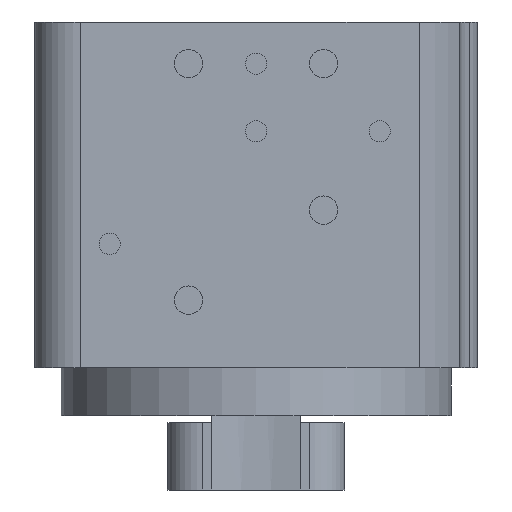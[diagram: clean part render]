
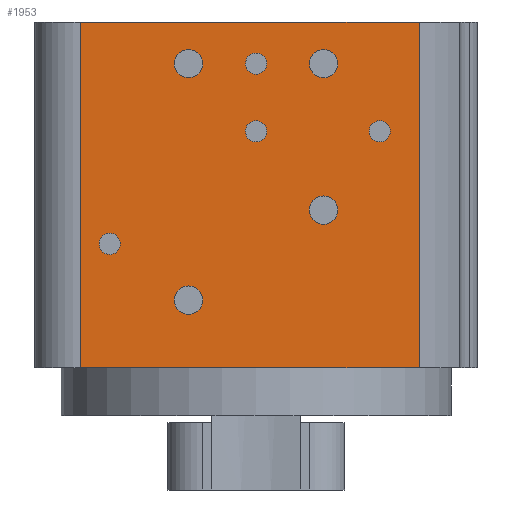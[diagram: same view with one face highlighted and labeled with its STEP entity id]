
A CAD part, front view. The second image highlights one B-rep face of the part: STEP entity #1953.
In plain terms, the highlighted planar face has unit normal (0, -1, 0).
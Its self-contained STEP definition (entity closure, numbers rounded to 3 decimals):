
#101=DIRECTION('',(1.,0.,0.));
#102=VECTOR('',#101,19.1);
#103=CARTESIAN_POINT('',(-9.9,-12.5,0.));
#104=LINE('',#103,#102);
#285=DIRECTION('',(1.,0.,0.));
#286=VECTOR('',#285,19.1);
#287=CARTESIAN_POINT('',(-9.9,-12.5,19.5));
#288=LINE('',#287,#286);
#372=DIRECTION('',(0.,0.,1.));
#373=VECTOR('',#372,19.5);
#374=CARTESIAN_POINT('',(-9.9,-12.5,0.));
#375=LINE('',#374,#373);
#379=CARTESIAN_POINT('',(-3.81,-12.5,3.81));
#380=DIRECTION('',(0.,1.,0.));
#381=DIRECTION('',(1.,0.,0.));
#382=AXIS2_PLACEMENT_3D('',#379,#380,#381);
#387=CARTESIAN_POINT('',(-3.81,-12.5,3.81));
#388=DIRECTION('',(0.,1.,0.));
#389=DIRECTION('',(-1.,0.,0.));
#390=AXIS2_PLACEMENT_3D('',#387,#388,#389);
#395=CARTESIAN_POINT('',(3.81,-12.5,8.89));
#396=DIRECTION('',(0.,1.,0.));
#397=DIRECTION('',(1.,0.,0.));
#398=AXIS2_PLACEMENT_3D('',#395,#396,#397);
#403=CARTESIAN_POINT('',(3.81,-12.5,8.89));
#404=DIRECTION('',(0.,1.,0.));
#405=DIRECTION('',(-1.,0.,0.));
#406=AXIS2_PLACEMENT_3D('',#403,#404,#405);
#411=CARTESIAN_POINT('',(-8.25,-12.5,6.98));
#412=DIRECTION('',(0.,1.,0.));
#413=DIRECTION('',(1.,0.,0.));
#414=AXIS2_PLACEMENT_3D('',#411,#412,#413);
#419=CARTESIAN_POINT('',(-8.25,-12.5,6.98));
#420=DIRECTION('',(0.,1.,0.));
#421=DIRECTION('',(-1.,0.,0.));
#422=AXIS2_PLACEMENT_3D('',#419,#420,#421);
#427=CARTESIAN_POINT('',(6.98,-12.5,13.335));
#428=DIRECTION('',(0.,1.,0.));
#429=DIRECTION('',(1.,0.,0.));
#430=AXIS2_PLACEMENT_3D('',#427,#428,#429);
#435=CARTESIAN_POINT('',(6.98,-12.5,13.335));
#436=DIRECTION('',(0.,1.,0.));
#437=DIRECTION('',(-1.,0.,0.));
#438=AXIS2_PLACEMENT_3D('',#435,#436,#437);
#443=CARTESIAN_POINT('',(0.,-12.5,17.15));
#444=DIRECTION('',(0.,1.,0.));
#445=DIRECTION('',(1.,0.,0.));
#446=AXIS2_PLACEMENT_3D('',#443,#444,#445);
#451=CARTESIAN_POINT('',(0.,-12.5,17.15));
#452=DIRECTION('',(0.,1.,0.));
#453=DIRECTION('',(-1.,0.,0.));
#454=AXIS2_PLACEMENT_3D('',#451,#452,#453);
#459=CARTESIAN_POINT('',(0.,-12.5,13.335));
#460=DIRECTION('',(0.,1.,0.));
#461=DIRECTION('',(1.,0.,0.));
#462=AXIS2_PLACEMENT_3D('',#459,#460,#461);
#467=CARTESIAN_POINT('',(0.,-12.5,13.335));
#468=DIRECTION('',(0.,1.,0.));
#469=DIRECTION('',(-1.,0.,0.));
#470=AXIS2_PLACEMENT_3D('',#467,#468,#469);
#475=CARTESIAN_POINT('',(3.81,-12.5,17.15));
#476=DIRECTION('',(0.,1.,0.));
#477=DIRECTION('',(1.,0.,0.));
#478=AXIS2_PLACEMENT_3D('',#475,#476,#477);
#483=CARTESIAN_POINT('',(3.81,-12.5,17.15));
#484=DIRECTION('',(0.,1.,0.));
#485=DIRECTION('',(-1.,0.,0.));
#486=AXIS2_PLACEMENT_3D('',#483,#484,#485);
#491=CARTESIAN_POINT('',(-3.81,-12.5,17.15));
#492=DIRECTION('',(0.,1.,0.));
#493=DIRECTION('',(1.,0.,0.));
#494=AXIS2_PLACEMENT_3D('',#491,#492,#493);
#499=CARTESIAN_POINT('',(-3.81,-12.5,17.15));
#500=DIRECTION('',(0.,1.,0.));
#501=DIRECTION('',(-1.,0.,0.));
#502=AXIS2_PLACEMENT_3D('',#499,#500,#501);
#570=DIRECTION('',(0.,0.,1.));
#571=VECTOR('',#570,19.5);
#572=CARTESIAN_POINT('',(9.2,-12.5,0.));
#573=LINE('',#572,#571);
#1475=CARTESIAN_POINT('',(-9.9,-12.5,0.));
#1477=VERTEX_POINT('',#1475);
#1478=CARTESIAN_POINT('',(9.2,-12.5,0.));
#1479=VERTEX_POINT('',#1478);
#1497=CARTESIAN_POINT('',(-9.9,-12.5,19.5));
#1499=VERTEX_POINT('',#1497);
#1500=CARTESIAN_POINT('',(9.2,-12.5,19.5));
#1501=VERTEX_POINT('',#1500);
#1546=CARTESIAN_POINT('',(-3.01,-12.5,3.81));
#1547=VERTEX_POINT('',#1546);
#1548=CARTESIAN_POINT('',(-4.61,-12.5,3.81));
#1549=VERTEX_POINT('',#1548);
#1550=CARTESIAN_POINT('',(4.61,-12.5,8.89));
#1551=VERTEX_POINT('',#1550);
#1552=CARTESIAN_POINT('',(3.01,-12.5,8.89));
#1553=VERTEX_POINT('',#1552);
#1566=CARTESIAN_POINT('',(-7.65,-12.5,6.98));
#1567=CARTESIAN_POINT('',(-8.85,-12.5,6.98));
#1568=VERTEX_POINT('',#1566);
#1569=VERTEX_POINT('',#1567);
#1570=CARTESIAN_POINT('',(7.58,-12.5,13.335));
#1571=CARTESIAN_POINT('',(6.38,-12.5,13.335));
#1572=VERTEX_POINT('',#1570);
#1573=VERTEX_POINT('',#1571);
#1574=CARTESIAN_POINT('',(0.6,-12.5,17.15));
#1575=CARTESIAN_POINT('',(-0.6,-12.5,17.15));
#1576=VERTEX_POINT('',#1574);
#1577=VERTEX_POINT('',#1575);
#1702=CARTESIAN_POINT('',(0.6,-12.5,13.335));
#1703=CARTESIAN_POINT('',(-0.6,-12.5,13.335));
#1704=VERTEX_POINT('',#1702);
#1705=VERTEX_POINT('',#1703);
#1706=CARTESIAN_POINT('',(4.61,-12.5,17.15));
#1707=CARTESIAN_POINT('',(3.01,-12.5,17.15));
#1708=VERTEX_POINT('',#1706);
#1709=VERTEX_POINT('',#1707);
#1710=CARTESIAN_POINT('',(-3.01,-12.5,17.15));
#1711=CARTESIAN_POINT('',(-4.61,-12.5,17.15));
#1712=VERTEX_POINT('',#1710);
#1713=VERTEX_POINT('',#1711);
#1893=CARTESIAN_POINT('',(-9.9,-12.5,0.));
#1894=DIRECTION('',(0.,-1.,0.));
#1895=DIRECTION('',(1.,0.,0.));
#1896=AXIS2_PLACEMENT_3D('',#1893,#1894,#1895);
#1897=PLANE('',#1896);
#1898=ORIENTED_EDGE('',*,*,#1729,.F.);
#1900=ORIENTED_EDGE('',*,*,#1899,.T.);
#1901=ORIENTED_EDGE('',*,*,#1815,.T.);
#1903=ORIENTED_EDGE('',*,*,#1902,.F.);
#1904=EDGE_LOOP('',(#1898,#1900,#1901,#1903));
#1905=FACE_OUTER_BOUND('',#1904,.F.);
#1907=ORIENTED_EDGE('',*,*,#1906,.F.);
#1909=ORIENTED_EDGE('',*,*,#1908,.F.);
#1910=EDGE_LOOP('',(#1907,#1909));
#1911=FACE_BOUND('',#1910,.F.);
#1913=ORIENTED_EDGE('',*,*,#1912,.F.);
#1915=ORIENTED_EDGE('',*,*,#1914,.F.);
#1916=EDGE_LOOP('',(#1913,#1915));
#1917=FACE_BOUND('',#1916,.F.);
#1919=ORIENTED_EDGE('',*,*,#1918,.F.);
#1920=ORIENTED_EDGE('',*,*,#1868,.F.);
#1921=EDGE_LOOP('',(#1919,#1920));
#1922=FACE_BOUND('',#1921,.F.);
#1924=ORIENTED_EDGE('',*,*,#1923,.F.);
#1926=ORIENTED_EDGE('',*,*,#1925,.F.);
#1927=EDGE_LOOP('',(#1924,#1926));
#1928=FACE_BOUND('',#1927,.F.);
#1930=ORIENTED_EDGE('',*,*,#1929,.F.);
#1932=ORIENTED_EDGE('',*,*,#1931,.F.);
#1933=EDGE_LOOP('',(#1930,#1932));
#1934=FACE_BOUND('',#1933,.F.);
#1936=ORIENTED_EDGE('',*,*,#1935,.F.);
#1938=ORIENTED_EDGE('',*,*,#1937,.F.);
#1939=EDGE_LOOP('',(#1936,#1938));
#1940=FACE_BOUND('',#1939,.F.);
#1942=ORIENTED_EDGE('',*,*,#1941,.F.);
#1944=ORIENTED_EDGE('',*,*,#1943,.F.);
#1945=EDGE_LOOP('',(#1942,#1944));
#1946=FACE_BOUND('',#1945,.F.);
#1948=ORIENTED_EDGE('',*,*,#1947,.F.);
#1950=ORIENTED_EDGE('',*,*,#1949,.F.);
#1951=EDGE_LOOP('',(#1948,#1950));
#1952=FACE_BOUND('',#1951,.F.);
#1953=ADVANCED_FACE('',(#1905,#1911,#1917,#1922,#1928,#1934,#1940,#1946,#1952),
#1897,.T.);
#383=CIRCLE('',#382,0.8);
#391=CIRCLE('',#390,0.8);
#399=CIRCLE('',#398,0.8);
#407=CIRCLE('',#406,0.8);
#415=CIRCLE('',#414,0.6);
#423=CIRCLE('',#422,0.6);
#431=CIRCLE('',#430,0.6);
#439=CIRCLE('',#438,0.6);
#447=CIRCLE('',#446,0.6);
#455=CIRCLE('',#454,0.6);
#463=CIRCLE('',#462,0.6);
#471=CIRCLE('',#470,0.6);
#479=CIRCLE('',#478,0.8);
#487=CIRCLE('',#486,0.8);
#495=CIRCLE('',#494,0.8);
#503=CIRCLE('',#502,0.8);
#1729=EDGE_CURVE('',#1477,#1479,#104,.T.);
#1815=EDGE_CURVE('',#1499,#1501,#288,.T.);
#1868=EDGE_CURVE('',#1569,#1568,#423,.T.);
#1899=EDGE_CURVE('',#1477,#1499,#375,.T.);
#1902=EDGE_CURVE('',#1479,#1501,#573,.T.);
#1906=EDGE_CURVE('',#1547,#1549,#383,.T.);
#1908=EDGE_CURVE('',#1549,#1547,#391,.T.);
#1912=EDGE_CURVE('',#1551,#1553,#399,.T.);
#1914=EDGE_CURVE('',#1553,#1551,#407,.T.);
#1918=EDGE_CURVE('',#1568,#1569,#415,.T.);
#1923=EDGE_CURVE('',#1572,#1573,#431,.T.);
#1925=EDGE_CURVE('',#1573,#1572,#439,.T.);
#1929=EDGE_CURVE('',#1576,#1577,#447,.T.);
#1931=EDGE_CURVE('',#1577,#1576,#455,.T.);
#1935=EDGE_CURVE('',#1704,#1705,#463,.T.);
#1937=EDGE_CURVE('',#1705,#1704,#471,.T.);
#1941=EDGE_CURVE('',#1708,#1709,#479,.T.);
#1943=EDGE_CURVE('',#1709,#1708,#487,.T.);
#1947=EDGE_CURVE('',#1712,#1713,#495,.T.);
#1949=EDGE_CURVE('',#1713,#1712,#503,.T.);
